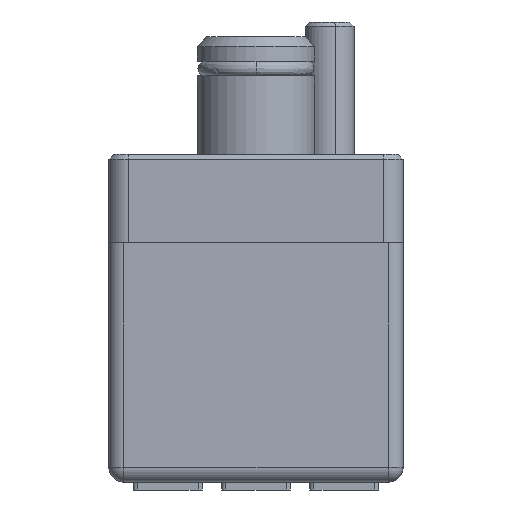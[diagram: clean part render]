
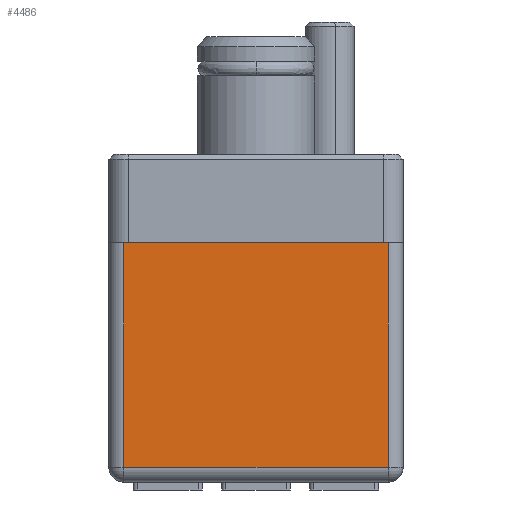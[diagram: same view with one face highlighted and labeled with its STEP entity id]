
A CAD part, left-side view. The second image highlights one B-rep face of the part: STEP entity #4486.
In plain terms, the highlighted face is planar.
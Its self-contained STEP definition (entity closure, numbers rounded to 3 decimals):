
#12 = VERTEX_POINT ( 'NONE', #10269 ) ;
#23 = VERTEX_POINT ( 'NONE', #4998 ) ;
#54 = VERTEX_POINT ( 'NONE', #5029 ) ;
#63 = VERTEX_POINT ( 'NONE', #5038 ) ;
#1598 = CARTESIAN_POINT ( 'NONE',  ( -15., 24.4, -15. ) ) ;
#1605 = FACE_OUTER_BOUND ( 'NONE', #5524, .T. ) ;
#1606 = PLANE ( 'NONE',  #9410 ) ;
#1609 = DIRECTION ( 'NONE',  ( 0., 0., 1. ) ) ;
#1610 = DIRECTION ( 'NONE',  ( 1., 0., 0. ) ) ;
#3380 = EDGE_CURVE ( 'NONE', #23, #12, #6291, .T. ) ;
#3392 = EDGE_CURVE ( 'NONE', #12, #63, #6330, .T. ) ;
#3393 = EDGE_CURVE ( 'NONE', #54, #23, #6333, .T. ) ;
#4079 = EDGE_CURVE ( 'NONE', #63, #54, #7421, .T. ) ;
#4486 = ADVANCED_FACE ( 'NONE', ( #1605 ), #1606, .F. ) ;
#4998 = CARTESIAN_POINT ( 'NONE',  ( -13.5, 22.9, -15. ) ) ;
#5029 = CARTESIAN_POINT ( 'NONE',  ( -13.5, 0., -15. ) ) ;
#5038 = CARTESIAN_POINT ( 'NONE',  ( 13.5, 0., -15. ) ) ;
#5524 = EDGE_LOOP ( 'NONE', ( #10351, #10158, #10521, #10345 ) ) ;
#5855 = VECTOR ( 'NONE', #7422, 1000. ) ;
#6278 = CARTESIAN_POINT ( 'NONE',  ( 15., 22.9, -15. ) ) ;
#6291 = LINE ( 'NONE', #6278, #9918 ) ;
#6295 = DIRECTION ( 'NONE',  ( 1., 0., 0. ) ) ;
#6330 = LINE ( 'NONE', #6331, #9908 ) ;
#6331 = CARTESIAN_POINT ( 'NONE',  ( 13.5, 24.4, -15. ) ) ;
#6332 = DIRECTION ( 'NONE',  ( 0., -1., 0. ) ) ;
#6333 = LINE ( 'NONE', #6334, #9975 ) ;
#6334 = CARTESIAN_POINT ( 'NONE',  ( -13.5, 24.4, -15. ) ) ;
#6335 = DIRECTION ( 'NONE',  ( 0., 1., 0. ) ) ;
#7400 = CARTESIAN_POINT ( 'NONE',  ( -15., 0., -15. ) ) ;
#7421 = LINE ( 'NONE', #7400, #5855 ) ;
#7422 = DIRECTION ( 'NONE',  ( -1., 0., 0. ) ) ;
#9410 = AXIS2_PLACEMENT_3D ( 'NONE', #1598, #1609, #1610 ) ;
#9908 = VECTOR ( 'NONE', #6332, 1000. ) ;
#9918 = VECTOR ( 'NONE', #6295, 1000. ) ;
#9975 = VECTOR ( 'NONE', #6335, 1000. ) ;
#10158 = ORIENTED_EDGE ( 'NONE', *, *, #3393, .T. ) ;
#10269 = CARTESIAN_POINT ( 'NONE',  ( 13.5, 22.9, -15. ) ) ;
#10345 = ORIENTED_EDGE ( 'NONE', *, *, #3392, .T. ) ;
#10351 = ORIENTED_EDGE ( 'NONE', *, *, #4079, .T. ) ;
#10521 = ORIENTED_EDGE ( 'NONE', *, *, #3380, .T. ) ;
